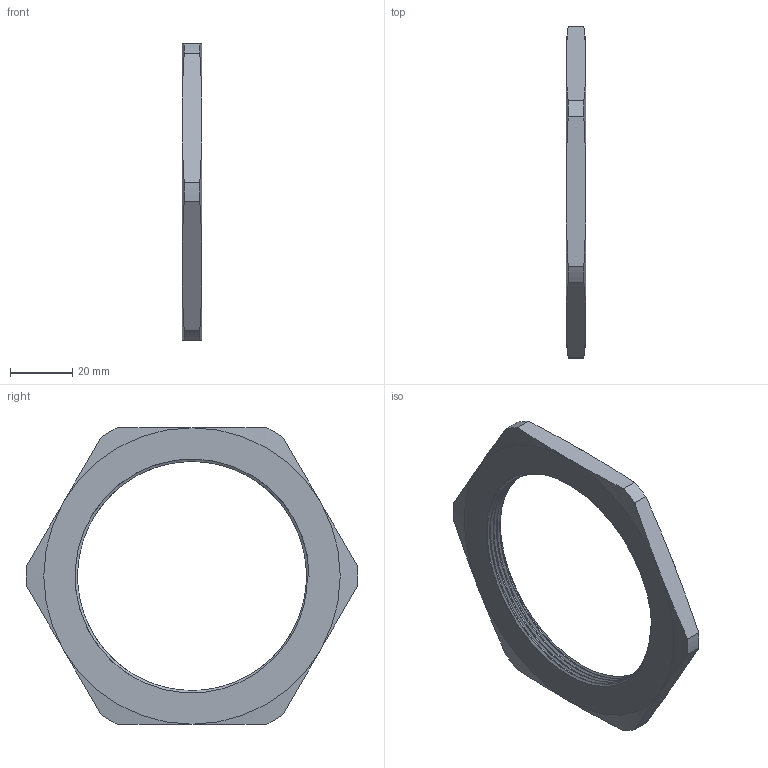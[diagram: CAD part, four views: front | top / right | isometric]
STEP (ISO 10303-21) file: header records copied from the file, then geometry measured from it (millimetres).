
FILE_DESCRIPTION(/* description */ ('GGM M 75'),/* implementation_level */ '2;1');
FILE_NAME(/* name */ '00227599-RST.stp',/* time_stamp */ '2022-01-12T15:25:54+01:00',/* author */ ('sl'),/* organization */ (''),/* preprocessor_version */ 'ST-DEVELOPER v16.5',/* originating_system */ 'Autodesk Inventor 2017',/* authorisation */ '');
FILE_SCHEMA (('AUTOMOTIVE_DESIGN { 1 0 10303 214 3 1 1 }'));
Length unit declared in the file: millimetre
Products named in the file (1): 00227599
Bounding box: 6.4 x 106.38 x 95 mm (x, y, z)
Volume: 21586.2 mm3; surface area: 11003.6 mm2
Topology: 1 solids, 1 shells, 31 faces, 75 edges, 46 vertices
Faces by surface type: cone 12, plane 9, cylinder 8, bspline 2
Entity records: 1841 total; most frequent: CARTESIAN_POINT 1152, ORIENTED_EDGE 150, DIRECTION 131, EDGE_CURVE 75, AXIS2_PLACEMENT_3D 57, VERTEX_POINT 46, EDGE_LOOP 33, FACE_OUTER_BOUND 31
